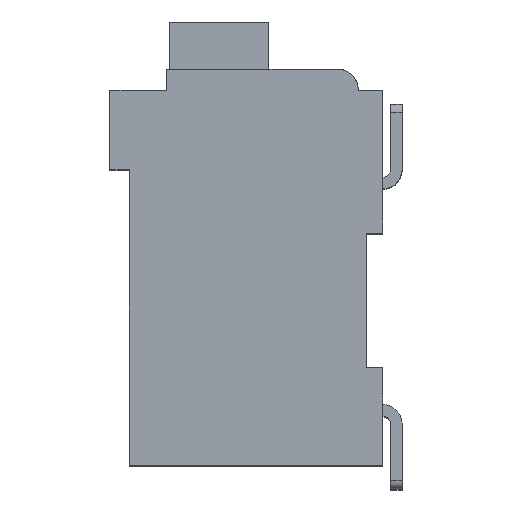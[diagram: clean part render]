
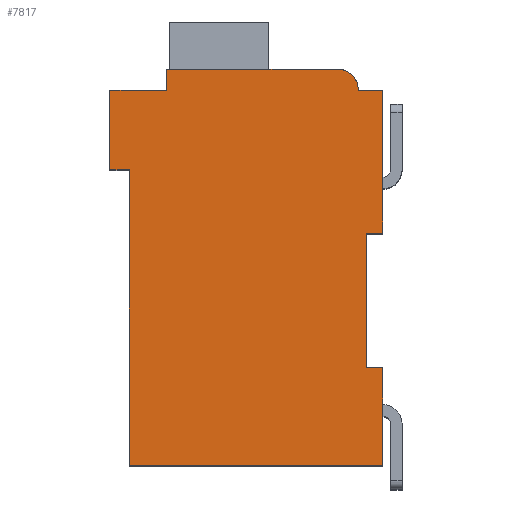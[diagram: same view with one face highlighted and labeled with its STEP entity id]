
A CAD part, top view. The second image highlights one B-rep face of the part: STEP entity #7817.
In plain terms, the highlighted planar face has unit normal (0, 0, 1).
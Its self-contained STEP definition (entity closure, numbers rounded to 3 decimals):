
#1516=DIRECTION('',(1.,0.,0.));
#1517=VECTOR('',#1516,0.5);
#1518=CARTESIAN_POINT('',(7.3,7.15,2.1));
#1519=LINE('',#1518,#1517);
#1520=DIRECTION('',(0.,1.,0.));
#1521=VECTOR('',#1520,4.15);
#1522=CARTESIAN_POINT('',(7.3,3.,2.1));
#1523=LINE('',#1522,#1521);
#1524=DIRECTION('',(-1.,0.,0.));
#1525=VECTOR('',#1524,0.5);
#1526=CARTESIAN_POINT('',(7.8,3.,2.1));
#1527=LINE('',#1526,#1525);
#1528=DIRECTION('',(0.,1.,0.));
#1529=VECTOR('',#1528,3.);
#1530=CARTESIAN_POINT('',(7.8,0.,2.1));
#1531=LINE('',#1530,#1529);
#1532=DIRECTION('',(1.,0.,0.));
#1533=VECTOR('',#1532,7.8);
#1534=CARTESIAN_POINT('',(0.,0.,2.1));
#1535=LINE('',#1534,#1533);
#1536=DIRECTION('',(0.,-1.,0.));
#1537=VECTOR('',#1536,9.1);
#1538=CARTESIAN_POINT('',(0.,9.1,2.1));
#1539=LINE('',#1538,#1537);
#1540=DIRECTION('',(1.,0.,0.));
#1541=VECTOR('',#1540,0.6);
#1542=CARTESIAN_POINT('',(-0.6,9.1,2.1));
#1543=LINE('',#1542,#1541);
#1544=DIRECTION('',(0.,-1.,0.));
#1545=VECTOR('',#1544,2.45);
#1546=CARTESIAN_POINT('',(-0.6,11.55,2.1));
#1547=LINE('',#1546,#1545);
#1548=DIRECTION('',(-1.,0.,0.));
#1549=VECTOR('',#1548,1.75);
#1550=CARTESIAN_POINT('',(1.15,11.55,2.1));
#1551=LINE('',#1550,#1549);
#1552=DIRECTION('',(0.,-1.,0.));
#1553=VECTOR('',#1552,0.65);
#1554=CARTESIAN_POINT('',(1.15,12.2,2.1));
#1555=LINE('',#1554,#1553);
#1556=DIRECTION('',(-1.,0.,0.));
#1557=VECTOR('',#1556,5.25);
#1558=CARTESIAN_POINT('',(6.4,12.2,2.1));
#1559=LINE('',#1558,#1557);
#1560=CARTESIAN_POINT('',(6.4,11.55,2.1));
#1561=DIRECTION('',(0.,0.,1.));
#1562=DIRECTION('',(1.,0.,0.));
#1563=AXIS2_PLACEMENT_3D('',#1560,#1561,#1562);
#1565=DIRECTION('',(-1.,0.,0.));
#1566=VECTOR('',#1565,0.75);
#1567=CARTESIAN_POINT('',(7.8,11.55,2.1));
#1568=LINE('',#1567,#1566);
#1569=DIRECTION('',(0.,1.,0.));
#1570=VECTOR('',#1569,4.4);
#1571=CARTESIAN_POINT('',(7.8,7.15,2.1));
#1572=LINE('',#1571,#1570);
#4861=CARTESIAN_POINT('',(7.3,7.15,2.1));
#4862=CARTESIAN_POINT('',(7.8,7.15,2.1));
#4863=VERTEX_POINT('',#4861);
#4864=VERTEX_POINT('',#4862);
#4865=CARTESIAN_POINT('',(7.8,11.55,2.1));
#4866=VERTEX_POINT('',#4865);
#4867=CARTESIAN_POINT('',(7.05,11.55,2.1));
#4868=VERTEX_POINT('',#4867);
#4869=CARTESIAN_POINT('',(6.4,12.2,2.1));
#4870=VERTEX_POINT('',#4869);
#4871=CARTESIAN_POINT('',(1.15,12.2,2.1));
#4872=VERTEX_POINT('',#4871);
#4873=CARTESIAN_POINT('',(1.15,11.55,2.1));
#4874=VERTEX_POINT('',#4873);
#4875=CARTESIAN_POINT('',(-0.6,11.55,2.1));
#4876=VERTEX_POINT('',#4875);
#4877=CARTESIAN_POINT('',(-0.6,9.1,2.1));
#4878=VERTEX_POINT('',#4877);
#4879=CARTESIAN_POINT('',(0.,9.1,2.1));
#4880=VERTEX_POINT('',#4879);
#4881=CARTESIAN_POINT('',(0.,0.,2.1));
#4882=VERTEX_POINT('',#4881);
#4883=CARTESIAN_POINT('',(7.8,0.,2.1));
#4884=VERTEX_POINT('',#4883);
#4885=CARTESIAN_POINT('',(7.8,3.,2.1));
#4886=VERTEX_POINT('',#4885);
#4887=CARTESIAN_POINT('',(7.3,3.,2.1));
#4888=VERTEX_POINT('',#4887);
#7793=CARTESIAN_POINT('',(0.,0.,2.1));
#7794=DIRECTION('',(0.,0.,1.));
#7795=DIRECTION('',(1.,0.,0.));
#7796=AXIS2_PLACEMENT_3D('',#7793,#7794,#7795);
#7797=PLANE('',#7796);
#7798=ORIENTED_EDGE('',*,*,#6374,.F.);
#7799=ORIENTED_EDGE('',*,*,#6652,.F.);
#7801=ORIENTED_EDGE('',*,*,#7800,.F.);
#7803=ORIENTED_EDGE('',*,*,#7802,.F.);
#7805=ORIENTED_EDGE('',*,*,#7804,.F.);
#7806=ORIENTED_EDGE('',*,*,#6854,.F.);
#7807=ORIENTED_EDGE('',*,*,#6918,.F.);
#7808=ORIENTED_EDGE('',*,*,#7027,.F.);
#7809=ORIENTED_EDGE('',*,*,#7141,.F.);
#7810=ORIENTED_EDGE('',*,*,#7210,.F.);
#7811=ORIENTED_EDGE('',*,*,#7415,.F.);
#7812=ORIENTED_EDGE('',*,*,#7693,.F.);
#7813=ORIENTED_EDGE('',*,*,#7629,.F.);
#7814=ORIENTED_EDGE('',*,*,#6528,.F.);
#7815=EDGE_LOOP('',(#7798,#7799,#7801,#7803,#7805,#7806,#7807,#7808,#7809,#7810,
#7811,#7812,#7813,#7814));
#7816=FACE_OUTER_BOUND('',#7815,.F.);
#1564=CIRCLE('',#1563,0.65);
#6374=EDGE_CURVE('',#4863,#4864,#1519,.T.);
#6528=EDGE_CURVE('',#4864,#4866,#1572,.T.);
#6652=EDGE_CURVE('',#4888,#4863,#1523,.T.);
#6854=EDGE_CURVE('',#4880,#4882,#1539,.T.);
#6918=EDGE_CURVE('',#4878,#4880,#1543,.T.);
#7027=EDGE_CURVE('',#4876,#4878,#1547,.T.);
#7141=EDGE_CURVE('',#4874,#4876,#1551,.T.);
#7210=EDGE_CURVE('',#4872,#4874,#1555,.T.);
#7415=EDGE_CURVE('',#4870,#4872,#1559,.T.);
#7629=EDGE_CURVE('',#4866,#4868,#1568,.T.);
#7693=EDGE_CURVE('',#4868,#4870,#1564,.T.);
#7800=EDGE_CURVE('',#4886,#4888,#1527,.T.);
#7802=EDGE_CURVE('',#4884,#4886,#1531,.T.);
#7804=EDGE_CURVE('',#4882,#4884,#1535,.T.);
#7817=ADVANCED_FACE('',(#7816),#7797,.T.);
